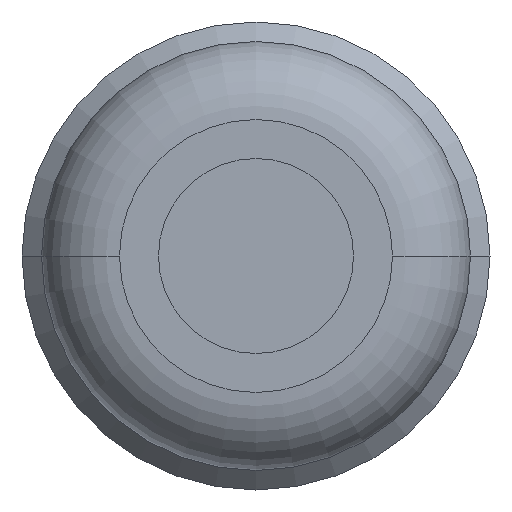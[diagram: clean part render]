
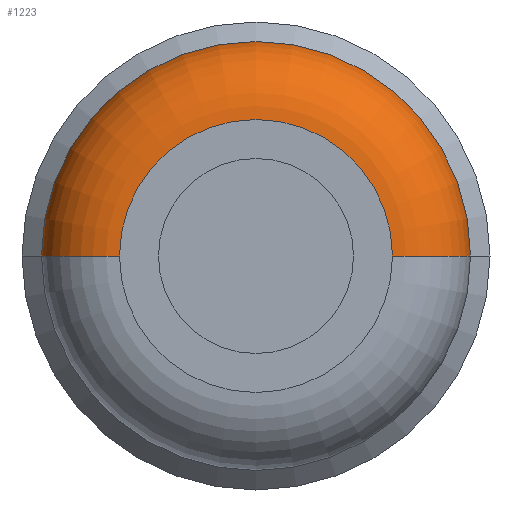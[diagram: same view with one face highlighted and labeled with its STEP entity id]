
A CAD part, front view. The second image highlights one B-rep face of the part: STEP entity #1223.
In plain terms, the highlighted toroidal (fillet/blend) face has major radius 3.5 mm and minor radius 2 mm.
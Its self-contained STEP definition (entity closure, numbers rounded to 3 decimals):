
#503=CARTESIAN_POINT('',(0.,-67.2,0.));
#504=DIRECTION('',(0.,1.,0.));
#505=DIRECTION('',(-1.,0.,0.));
#506=AXIS2_PLACEMENT_3D('',#503,#504,#505);
#511=CARTESIAN_POINT('',(-3.5,-67.2,0.));
#512=DIRECTION('',(0.,0.,1.));
#513=DIRECTION('',(-1.,0.,0.));
#514=AXIS2_PLACEMENT_3D('',#511,#512,#513);
#519=CARTESIAN_POINT('',(3.5,-67.2,0.));
#520=DIRECTION('',(0.,0.,-1.));
#521=DIRECTION('',(1.,0.,0.));
#522=AXIS2_PLACEMENT_3D('',#519,#520,#521);
#527=CARTESIAN_POINT('',(0.,-69.2,0.));
#528=DIRECTION('',(0.,1.,0.));
#529=DIRECTION('',(-1.,0.,0.));
#530=AXIS2_PLACEMENT_3D('',#527,#528,#529);
#785=CARTESIAN_POINT('',(-5.5,-67.2,0.));
#786=CARTESIAN_POINT('',(5.5,-67.2,0.));
#787=VERTEX_POINT('',#785);
#788=VERTEX_POINT('',#786);
#789=CARTESIAN_POINT('',(-3.5,-69.2,0.));
#790=CARTESIAN_POINT('',(3.5,-69.2,0.));
#791=VERTEX_POINT('',#789);
#792=VERTEX_POINT('',#790);
#1209=CARTESIAN_POINT('',(0.,-67.2,0.));
#1210=DIRECTION('',(0.,1.,0.));
#1211=DIRECTION('',(1.,0.,0.));
#1212=AXIS2_PLACEMENT_3D('',#1209,#1210,#1211);
#1213=TOROIDAL_SURFACE('',#1212,3.5,2.);
#1215=ORIENTED_EDGE('',*,*,#1214,.F.);
#1216=ORIENTED_EDGE('',*,*,#1204,.T.);
#1218=ORIENTED_EDGE('',*,*,#1217,.T.);
#1220=ORIENTED_EDGE('',*,*,#1219,.F.);
#1221=EDGE_LOOP('',(#1215,#1216,#1218,#1220));
#1222=FACE_OUTER_BOUND('',#1221,.F.);
#1223=ADVANCED_FACE('',(#1222),#1213,.T.);
#507=CIRCLE('',#506,5.5);
#515=CIRCLE('',#514,2.);
#523=CIRCLE('',#522,2.);
#531=CIRCLE('',#530,3.5);
#1204=EDGE_CURVE('',#787,#788,#507,.T.);
#1214=EDGE_CURVE('',#787,#791,#515,.T.);
#1217=EDGE_CURVE('',#788,#792,#523,.T.);
#1219=EDGE_CURVE('',#791,#792,#531,.T.);
